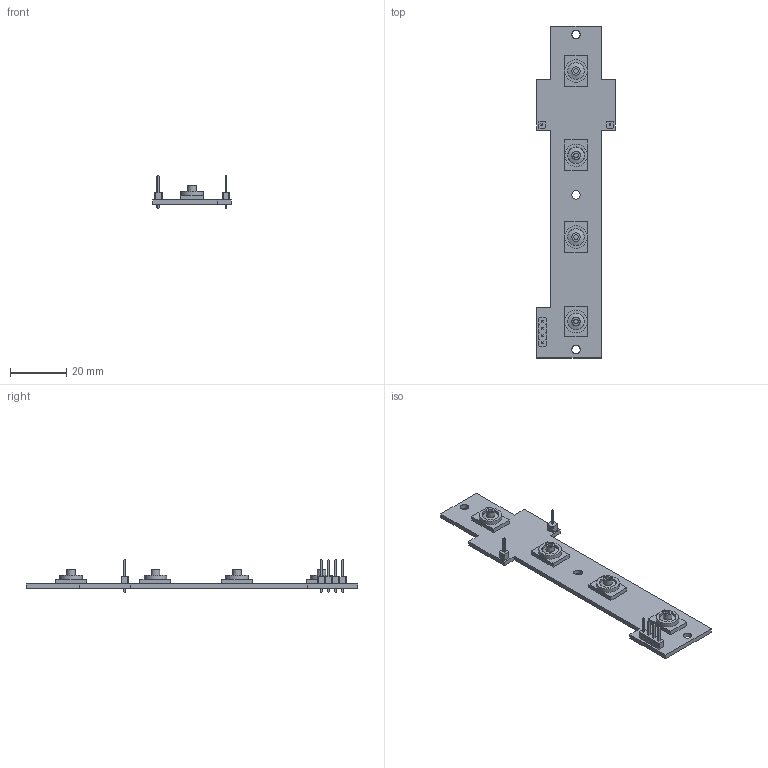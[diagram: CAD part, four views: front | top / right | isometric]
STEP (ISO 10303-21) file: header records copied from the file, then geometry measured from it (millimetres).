
FILE_DESCRIPTION(('KiCad electronic assembly'),'2;1');
FILE_NAME('CenterButtonsDesignLab.step','2023-09-19T18:33:59',('Pcbnew') ,('Kicad'),'Open CASCADE STEP processor 7.7','KiCad to STEP converter' ,'Unknown');
FILE_SCHEMA(('AUTOMOTIVE_DESIGN { 1 0 10303 214 1 1 1 1 }'));
Length unit declared in the file: millimetre
Products named in the file (8): CenterButtonsDesignLab 1; Play Button TR12S v3; COMPOUND; PinHeader_1x01_P2.54mm_Vertical; SOLID; PinHeader_1x04_P2.54mm_Vertical; CenterButtonsDesignLab PCB
Assembly tree (11 placements, depth 3):
  CenterButtonsDesignLab 1
    Play Button TR12S v3  x4
      COMPOUND
    PinHeader_1x01_P2.54mm_Vertical  x2
      SOLID
    PinHeader_1x04_P2.54mm_Vertical
      SOLID
    CenterButtonsDesignLab PCB
Bounding box: 28 x 117.98 x 11.54 mm (x, y, z)
Volume: 4782.2 mm3; surface area: 7261.1 mm2
Topology: 12 solids, 12 shells, 253 faces, 563 edges, 354 vertices
Faces by surface type: plane 220, cylinder 29, cone 4
Full cylindrical faces by diameter (mm): 1 x6, 1.6 x4, 3 x7, 5.8 x4, 6 x4, 8 x4
Entity records: 11221 total; most frequent: CARTESIAN_POINT 1784, DIRECTION 1582, LINE 1151, VECTOR 1151, ORIENTED_EDGE 806, PCURVE 806, DEFINITIONAL_REPRESENTATION 806, EDGE_CURVE 403
